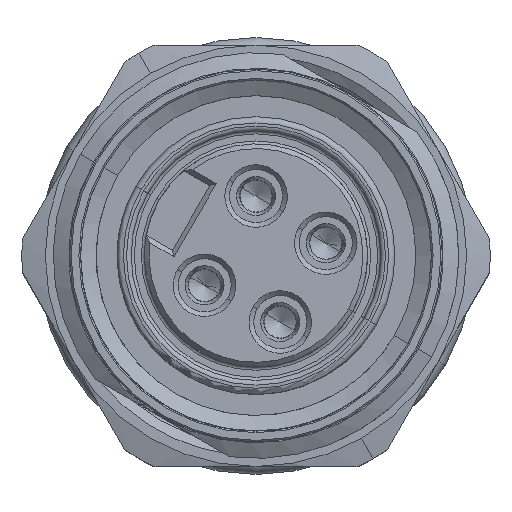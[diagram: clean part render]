
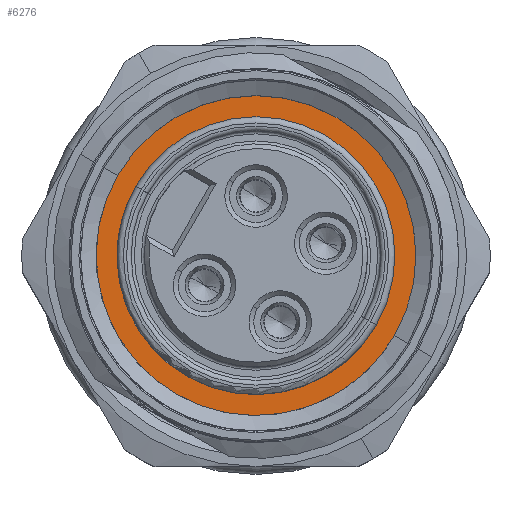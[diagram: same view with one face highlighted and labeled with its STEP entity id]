
A CAD part, top view. The second image highlights one B-rep face of the part: STEP entity #6276.
In plain terms, the highlighted planar face has unit normal (0, 0, 1).
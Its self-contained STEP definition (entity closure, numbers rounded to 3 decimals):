
#3309=AXIS2_PLACEMENT_3D('Plane Axis2P3D',#3306,#3307,#3308) ;
#4454=AXIS2_PLACEMENT_3D('Circle Axis2P3D',#4452,#4453,$) ;
#4494=AXIS2_PLACEMENT_3D('Circle Axis2P3D',#4492,#4493,$) ;
#3306=CARTESIAN_POINT('Axis2P3D Location',(15.,14.,103.2)) ;
#4452=CARTESIAN_POINT('Axis2P3D Location',(15.,14.,103.2)) ;
#4456=CARTESIAN_POINT('Vertex',(5.69,19.375,103.2)) ;
#4458=CARTESIAN_POINT('Vertex',(24.31,8.625,103.2)) ;
#4492=CARTESIAN_POINT('Axis2P3D Location',(15.,14.,103.2)) ;
#3307=DIRECTION('Axis2P3D Direction',(0.,0.,-1.)) ;
#3308=DIRECTION('Axis2P3D XDirection',(-0.866,0.5,0.)) ;
#4453=DIRECTION('Axis2P3D Direction',(0.,0.,-1.)) ;
#4493=DIRECTION('Axis2P3D Direction',(0.,0.,-1.)) ;
#6273=ORIENTED_EDGE('',*,*,#4460,.T.) ;
#6274=ORIENTED_EDGE('',*,*,#4496,.T.) ;
#6276=ADVANCED_FACE('Hauptkoerper',(#6275),#3310,.F.) ;
#4455=CIRCLE('generated circle',#4454,10.75) ;
#4495=CIRCLE('generated circle',#4494,10.75) ;
#4460=EDGE_CURVE('',#4457,#4459,#4455,.F.) ;
#4496=EDGE_CURVE('',#4459,#4457,#4495,.F.) ;
#6272=EDGE_LOOP('',(#6273,#6274)) ;
#6275=FACE_OUTER_BOUND('',#6272,.T.) ;
#3310=PLANE('',#3309) ;
#4457=VERTEX_POINT('',#4456) ;
#4459=VERTEX_POINT('',#4458) ;
